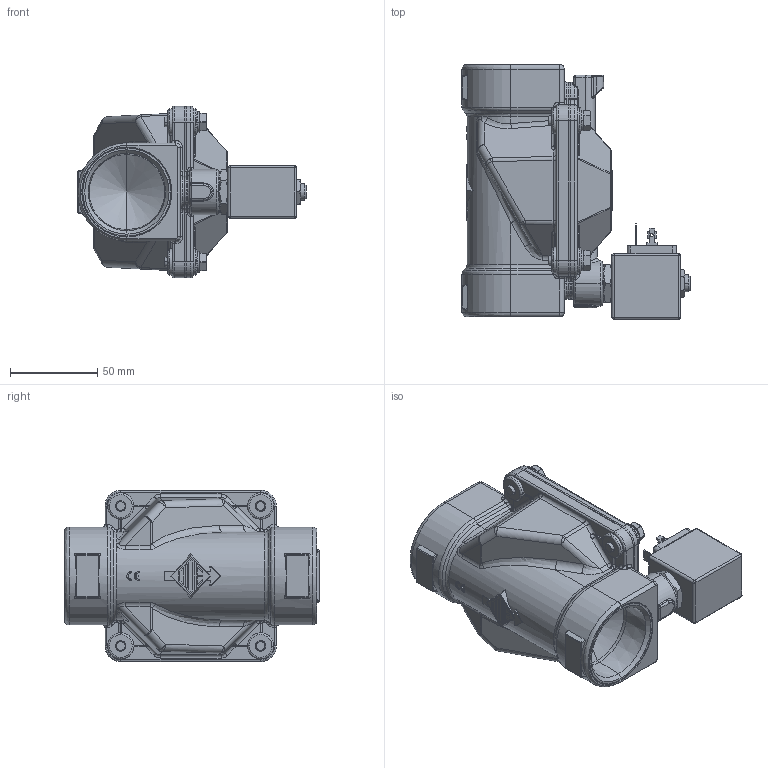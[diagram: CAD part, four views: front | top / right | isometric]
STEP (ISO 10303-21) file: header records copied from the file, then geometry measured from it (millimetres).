
FILE_DESCRIPTION (( 'STEP AP203' ), '1' );
FILE_NAME ('21WN8K1V400-T3-A.step', '2020-04-28T18:20:24', ( '' ), ( '' ), 'SwSTEP 2.0', 'SolidWorks 2019', '' );
FILE_SCHEMA (( 'CONFIG_CONTROL_DESIGN' ));
Products named in the file (1): 21WN8K1V400-T3-A
Bounding box: 130.5 x 145.5 x 98 mm (x, y, z)
Volume: 625760.8 mm3; surface area: 95273.2 mm2
Topology: 14 solids, 14 shells, 1472 faces, 3560 edges, 2124 vertices
Faces by surface type: cylinder 507, bspline 424, plane 395, cone 116, torus 30
Entity records: 62149 total; most frequent: CARTESIAN_POINT 31992, ORIENTED_EDGE 7052, DIRECTION 5197, EDGE_CURVE 3526, VERTEX_POINT 2124, AXIS2_PLACEMENT_3D 1941, EDGE_LOOP 1538, FACE_OUTER_BOUND 1472
